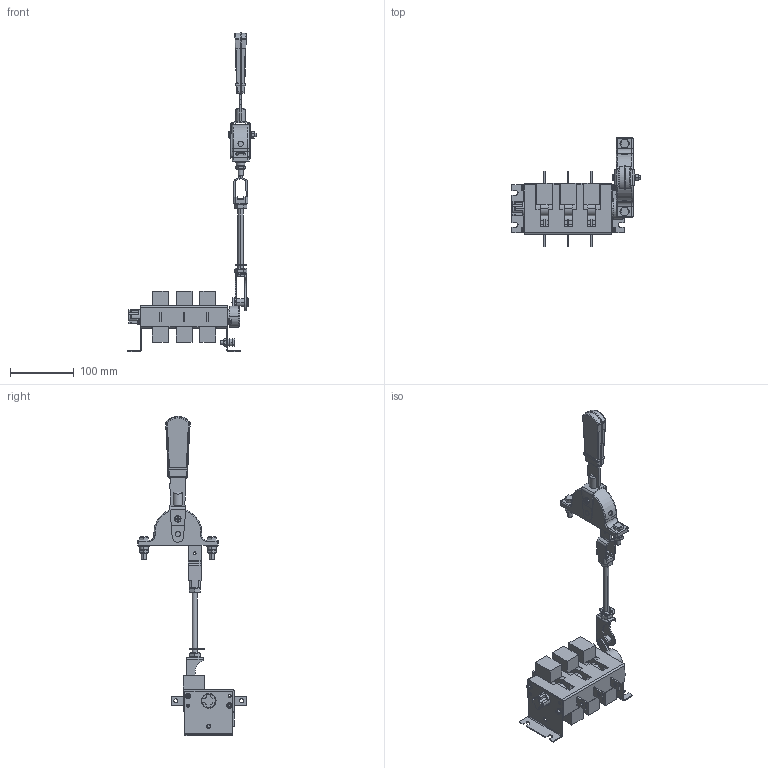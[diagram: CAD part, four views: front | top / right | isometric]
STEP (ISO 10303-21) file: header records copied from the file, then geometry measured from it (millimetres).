
FILE_DESCRIPTION (( 'STEP AP203' ), '1' );
FILE_NAME ('uvr32-31a31240-r.ÃÌ Âûêëþ÷àòåëü-ðàçúåäèíèòåëü ÂÐ32Ó-31A31240-R.STEP', '2025-01-15T11:13:37', ( '' ), ( '' ), 'SwSTEP 2.0', 'SolidWorks 2021', '' );
FILE_SCHEMA (( 'CONFIG_CONTROL_DESIGN' ));
Length unit declared in the file: millimetre
Products named in the file (1): uvr32-31a31240-r.ÃÌ Âûêëþ÷àòåëü-ðàçúåäèíèòåëü ÂÐ32Ó-31A31240-R
Bounding box: 201.55 x 170.27 x 499.87 mm (x, y, z)
Volume: 661033.1 mm3; surface area: 211272.9 mm2
Topology: 32 solids, 32 shells, 1217 faces, 3153 edges, 2006 vertices
Faces by surface type: plane 690, cylinder 454, torus 37, cone 18, bspline 12, sphere 6
Entity records: 38448 total; most frequent: CARTESIAN_POINT 8139, DIRECTION 6374, ORIENTED_EDGE 6290, EDGE_CURVE 3145, AXIS2_PLACEMENT_3D 2179, LINE 2016, VECTOR 2016, VERTEX_POINT 2006
